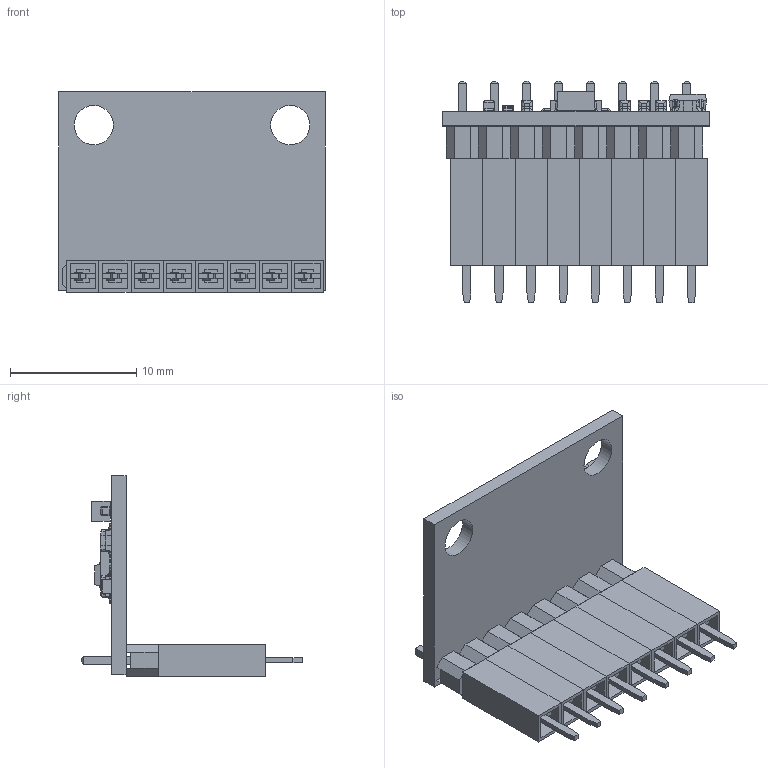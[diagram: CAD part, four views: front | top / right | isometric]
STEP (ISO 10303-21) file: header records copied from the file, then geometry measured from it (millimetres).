
FILE_DESCRIPTION(/* description */ (''),/* implementation_level */ '2;1');
FILE_NAME(/* name */ 'MPU 6050 IMU.step',/* time_stamp */ '2022-02-19T20:12:06-05:00',/* author */ (''),/* organization */ (''),/* preprocessor_version */ 'ST-DEVELOPER v18.1',/* originating_system */ 'Autodesk Translation Framework v10.13.0.1454',/* authorisation */ '');
FILE_SCHEMA (('AUTOMOTIVE_DESIGN { 1 0 10303 214 3 1 1 }'));
Length unit declared in the file: millimetre
Products named in the file (12): MPU 6050 IMU; Base; pin header; sensor chip; S2NH chip; Resistor small; Small LED; Resistor small black; Resistor black; SIL_Socket08_; SIL_Socket_Body; SIL_SocketPin
Assembly tree (40 placements, depth 3):
  MPU 6050 IMU
    Base
    pin header  x8
    sensor chip
    S2NH chip
    Resistor small  x6
    Resistor small black  x4
    Small LED
    Resistor black
    SIL_Socket08_
      SIL_Socket_Body  x8
      SIL_SocketPin  x8
Bounding box: 21.11 x 17.56 x 15.88 mm (x, y, z)
Volume: 750.7 mm3; surface area: 2972.4 mm2
Topology: 39 solids, 39 shells, 1435 faces, 3482 edges, 2088 vertices
Faces by surface type: plane 907, cylinder 354, sphere 72, bspline 58, torus 44
Full cylindrical faces by diameter (mm): 0.5 x1, 1.016 x8, 3.111 x2
Entity records: 20047 total; most frequent: CARTESIAN_POINT 3812, DIRECTION 3319, ORIENTED_EDGE 3102, EDGE_CURVE 1551, AXIS2_PLACEMENT_3D 1165, LINE 989, VECTOR 989, VERTEX_POINT 956
